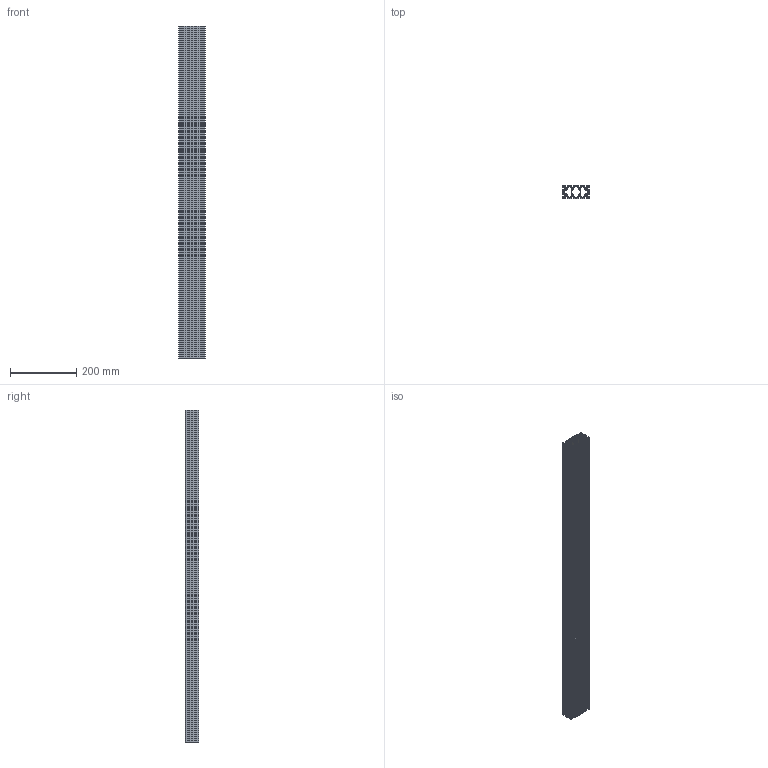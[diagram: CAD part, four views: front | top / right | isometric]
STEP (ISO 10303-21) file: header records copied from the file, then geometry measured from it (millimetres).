
FILE_DESCRIPTION (( 'STEP AP214' ), '1' );
FILE_NAME ('248LX Êîíñòðóêöèîííûé ïðîôèëü 20.40õ80L.STEP', '2019-10-29T10:02:22', ( 'Windows User' ), ( '' ), 'SwSTEP 2.0', 'SolidWorks 2019', '' );
FILE_SCHEMA (( 'AUTOMOTIVE_DESIGN' ));
Length unit declared in the file: millimetre
Products named in the file (1): 248LX Êîíñòðóêöèîííûé ïðîôèëü 20.40õ80L
Bounding box: 80 x 40 x 1000 mm (x, y, z)
Volume: 564841.4 mm3; surface area: 962571.5 mm2
Topology: 1 solids, 1 shells, 834 faces, 2496 edges, 1664 vertices
Faces by surface type: cylinder 448, plane 386
Entity records: 28438 total; most frequent: DIRECTION 5062, CARTESIAN_POINT 4995, ORIENTED_EDGE 4992, EDGE_CURVE 2496, AXIS2_PLACEMENT_3D 1731, VERTEX_POINT 1664, VECTOR 1600, LINE 1600
